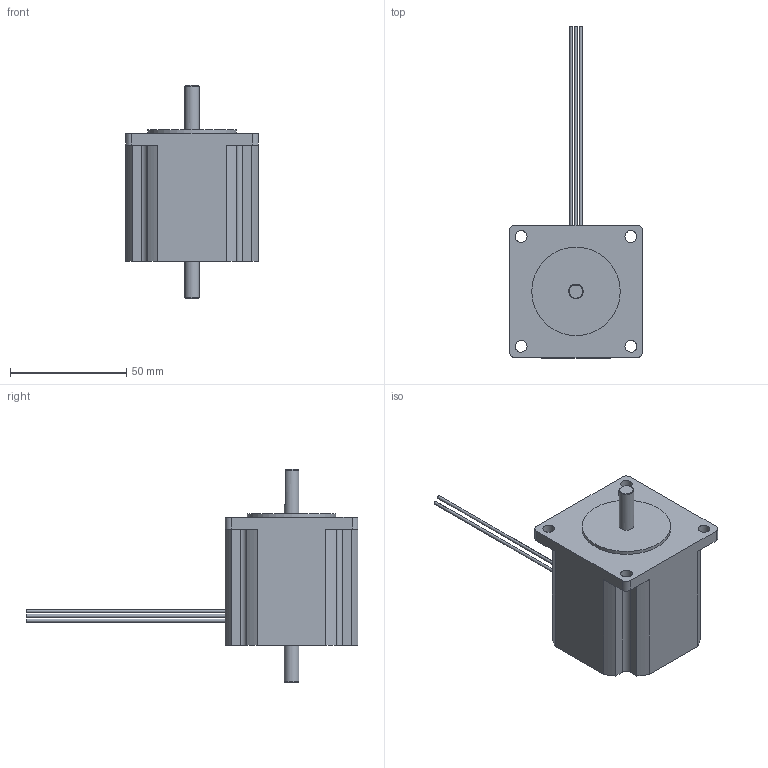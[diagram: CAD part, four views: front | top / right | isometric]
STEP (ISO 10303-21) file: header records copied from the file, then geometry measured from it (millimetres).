
FILE_DESCRIPTION((''),'2;1');
FILE_NAME('rich''5718m dbl.stp','2009-05-26T20:28:45',('rbadgerow'),(''),'Autodesk Inventor 2009','Autodesk Inventor 2009','');
FILE_SCHEMA(('AUTOMOTIVE_DESIGN { 1 0 10303 214 1 1 1 1 }'));
Length unit declared in the file: inch
Products named in the file (1): 5718m dbl
Bounding box: 57.15 x 142.88 x 91.69 mm (x, y, z)
Volume: 163354.7 mm3; surface area: 20467.7 mm2
Topology: 1 solids, 1 shells, 56 faces, 144 edges, 97 vertices
Faces by surface type: cylinder 27, plane 27, cone 2
Full cylindrical faces by diameter (mm): 1.27 x4, 5.08 x4, 6.35 x2, 38.1 x1
Entity records: 1751 total; most frequent: DIRECTION 300, CARTESIAN_POINT 284, ORIENTED_EDGE 258, EDGE_CURVE 129, AXIS2_PLACEMENT_3D 116, VERTEX_POINT 94, EDGE_LOOP 83, VECTOR 68
